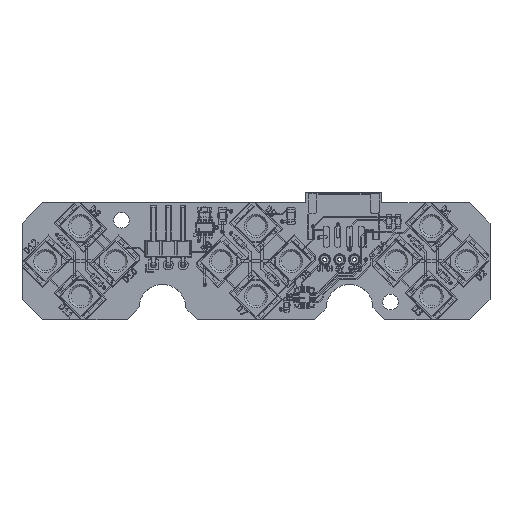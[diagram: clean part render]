
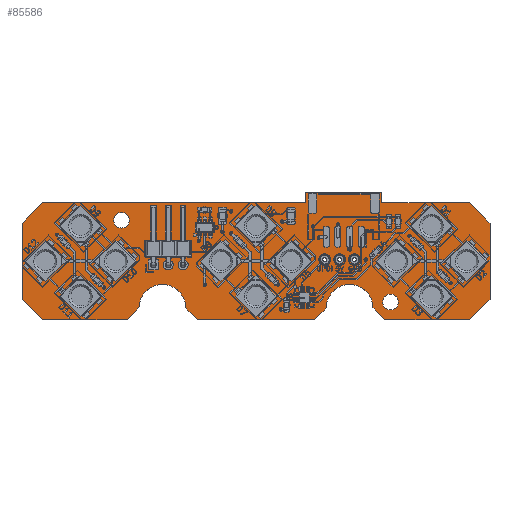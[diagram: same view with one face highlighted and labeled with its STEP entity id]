
A CAD part, top view. The second image highlights one B-rep face of the part: STEP entity #85586.
In plain terms, the highlighted planar face has unit normal (0, 0, 1).
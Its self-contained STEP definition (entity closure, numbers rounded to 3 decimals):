
#85256 = VERTEX_POINT('',#85257);
#85257 = CARTESIAN_POINT('',(21.5,10.,1.51));
#85263 = EDGE_CURVE('',#85256,#85264,#85266,.T.);
#85264 = VERTEX_POINT('',#85265);
#85265 = CARTESIAN_POINT('',(36.5,10.,1.51));
#85266 = LINE('',#85267,#85268);
#85267 = CARTESIAN_POINT('',(21.5,10.,1.51));
#85268 = VECTOR('',#85269,1.);
#85269 = DIRECTION('',(1.,0.,0.));
#85296 = VERTEX_POINT('',#85297);
#85297 = CARTESIAN_POINT('',(21.5,11.75,1.51));
#85303 = EDGE_CURVE('',#85296,#85256,#85304,.T.);
#85304 = LINE('',#85305,#85306);
#85305 = CARTESIAN_POINT('',(21.5,11.75,1.51));
#85306 = VECTOR('',#85307,1.);
#85307 = DIRECTION('',(0.,-1.,0.));
#85325 = EDGE_CURVE('',#85264,#85326,#85328,.T.);
#85326 = VERTEX_POINT('',#85327);
#85327 = CARTESIAN_POINT('',(40.,6.5,1.51));
#85328 = LINE('',#85329,#85330);
#85329 = CARTESIAN_POINT('',(36.5,10.,1.51));
#85330 = VECTOR('',#85331,1.);
#85331 = DIRECTION('',(0.707,-0.707,0.));
#85586 = ADVANCED_FACE('',(#85587,#85728,#85739,#85750,#85761,#85772,
    #85783,#85794,#85805),#85816,.T.);
#85587 = FACE_BOUND('',#85588,.T.);
#85588 = EDGE_LOOP('',(#85589,#85590,#85591,#85599,#85607,#85615,#85623,
    #85631,#85639,#85647,#85655,#85664,#85672,#85680,#85688,#85697,
    #85705,#85713,#85721,#85727));
#85589 = ORIENTED_EDGE('',*,*,#85263,.F.);
#85590 = ORIENTED_EDGE('',*,*,#85303,.F.);
#85591 = ORIENTED_EDGE('',*,*,#85592,.F.);
#85592 = EDGE_CURVE('',#85593,#85296,#85595,.T.);
#85593 = VERTEX_POINT('',#85594);
#85594 = CARTESIAN_POINT('',(8.5,11.75,1.51));
#85595 = LINE('',#85596,#85597);
#85596 = CARTESIAN_POINT('',(8.5,11.75,1.51));
#85597 = VECTOR('',#85598,1.);
#85598 = DIRECTION('',(1.,0.,0.));
#85599 = ORIENTED_EDGE('',*,*,#85600,.F.);
#85600 = EDGE_CURVE('',#85601,#85593,#85603,.T.);
#85601 = VERTEX_POINT('',#85602);
#85602 = CARTESIAN_POINT('',(8.5,10.,1.51));
#85603 = LINE('',#85604,#85605);
#85604 = CARTESIAN_POINT('',(8.5,10.,1.51));
#85605 = VECTOR('',#85606,1.);
#85606 = DIRECTION('',(0.,1.,0.));
#85607 = ORIENTED_EDGE('',*,*,#85608,.F.);
#85608 = EDGE_CURVE('',#85609,#85601,#85611,.T.);
#85609 = VERTEX_POINT('',#85610);
#85610 = CARTESIAN_POINT('',(-36.5,10.,1.51));
#85611 = LINE('',#85612,#85613);
#85612 = CARTESIAN_POINT('',(-36.5,10.,1.51));
#85613 = VECTOR('',#85614,1.);
#85614 = DIRECTION('',(1.,0.,0.));
#85615 = ORIENTED_EDGE('',*,*,#85616,.F.);
#85616 = EDGE_CURVE('',#85617,#85609,#85619,.T.);
#85617 = VERTEX_POINT('',#85618);
#85618 = CARTESIAN_POINT('',(-40.,6.5,1.51));
#85619 = LINE('',#85620,#85621);
#85620 = CARTESIAN_POINT('',(-40.,6.5,1.51));
#85621 = VECTOR('',#85622,1.);
#85622 = DIRECTION('',(0.707,0.707,0.));
#85623 = ORIENTED_EDGE('',*,*,#85624,.F.);
#85624 = EDGE_CURVE('',#85625,#85617,#85627,.T.);
#85625 = VERTEX_POINT('',#85626);
#85626 = CARTESIAN_POINT('',(-40.,-6.5,1.51));
#85627 = LINE('',#85628,#85629);
#85628 = CARTESIAN_POINT('',(-40.,-6.5,1.51));
#85629 = VECTOR('',#85630,1.);
#85630 = DIRECTION('',(0.,1.,0.));
#85631 = ORIENTED_EDGE('',*,*,#85632,.F.);
#85632 = EDGE_CURVE('',#85633,#85625,#85635,.T.);
#85633 = VERTEX_POINT('',#85634);
#85634 = CARTESIAN_POINT('',(-36.5,-10.,1.51));
#85635 = LINE('',#85636,#85637);
#85636 = CARTESIAN_POINT('',(-36.5,-10.,1.51));
#85637 = VECTOR('',#85638,1.);
#85638 = DIRECTION('',(-0.707,0.707,0.));
#85639 = ORIENTED_EDGE('',*,*,#85640,.F.);
#85640 = EDGE_CURVE('',#85641,#85633,#85643,.T.);
#85641 = VERTEX_POINT('',#85642);
#85642 = CARTESIAN_POINT('',(-22.,-10.,1.51));
#85643 = LINE('',#85644,#85645);
#85644 = CARTESIAN_POINT('',(-22.,-10.,1.51));
#85645 = VECTOR('',#85646,1.);
#85646 = DIRECTION('',(-1.,0.,0.));
#85647 = ORIENTED_EDGE('',*,*,#85648,.F.);
#85648 = EDGE_CURVE('',#85649,#85641,#85651,.T.);
#85649 = VERTEX_POINT('',#85650);
#85650 = CARTESIAN_POINT('',(-20.,-8.,1.51));
#85651 = LINE('',#85652,#85653);
#85652 = CARTESIAN_POINT('',(-20.,-8.,1.51));
#85653 = VECTOR('',#85654,1.);
#85654 = DIRECTION('',(-0.707,-0.707,0.));
#85655 = ORIENTED_EDGE('',*,*,#85656,.F.);
#85656 = EDGE_CURVE('',#85657,#85649,#85659,.T.);
#85657 = VERTEX_POINT('',#85658);
#85658 = CARTESIAN_POINT('',(-12.,-8.,1.51));
#85659 = CIRCLE('',#85660,4.);
#85660 = AXIS2_PLACEMENT_3D('',#85661,#85662,#85663);
#85661 = CARTESIAN_POINT('',(-16.,-8.,1.51));
#85662 = DIRECTION('',(0.,0.,1.));
#85663 = DIRECTION('',(1.,0.,-0.));
#85664 = ORIENTED_EDGE('',*,*,#85665,.F.);
#85665 = EDGE_CURVE('',#85666,#85657,#85668,.T.);
#85666 = VERTEX_POINT('',#85667);
#85667 = CARTESIAN_POINT('',(-10.,-10.,1.51));
#85668 = LINE('',#85669,#85670);
#85669 = CARTESIAN_POINT('',(-10.,-10.,1.51));
#85670 = VECTOR('',#85671,1.);
#85671 = DIRECTION('',(-0.707,0.707,0.));
#85672 = ORIENTED_EDGE('',*,*,#85673,.F.);
#85673 = EDGE_CURVE('',#85674,#85666,#85676,.T.);
#85674 = VERTEX_POINT('',#85675);
#85675 = CARTESIAN_POINT('',(10.,-10.,1.51));
#85676 = LINE('',#85677,#85678);
#85677 = CARTESIAN_POINT('',(10.,-10.,1.51));
#85678 = VECTOR('',#85679,1.);
#85679 = DIRECTION('',(-1.,0.,0.));
#85680 = ORIENTED_EDGE('',*,*,#85681,.F.);
#85681 = EDGE_CURVE('',#85682,#85674,#85684,.T.);
#85682 = VERTEX_POINT('',#85683);
#85683 = CARTESIAN_POINT('',(12.,-8.,1.51));
#85684 = LINE('',#85685,#85686);
#85685 = CARTESIAN_POINT('',(12.,-8.,1.51));
#85686 = VECTOR('',#85687,1.);
#85687 = DIRECTION('',(-0.707,-0.707,0.));
#85688 = ORIENTED_EDGE('',*,*,#85689,.F.);
#85689 = EDGE_CURVE('',#85690,#85682,#85692,.T.);
#85690 = VERTEX_POINT('',#85691);
#85691 = CARTESIAN_POINT('',(20.,-8.,1.51));
#85692 = CIRCLE('',#85693,4.);
#85693 = AXIS2_PLACEMENT_3D('',#85694,#85695,#85696);
#85694 = CARTESIAN_POINT('',(16.,-8.,1.51));
#85695 = DIRECTION('',(0.,0.,1.));
#85696 = DIRECTION('',(1.,0.,-0.));
#85697 = ORIENTED_EDGE('',*,*,#85698,.F.);
#85698 = EDGE_CURVE('',#85699,#85690,#85701,.T.);
#85699 = VERTEX_POINT('',#85700);
#85700 = CARTESIAN_POINT('',(22.,-10.,1.51));
#85701 = LINE('',#85702,#85703);
#85702 = CARTESIAN_POINT('',(22.,-10.,1.51));
#85703 = VECTOR('',#85704,1.);
#85704 = DIRECTION('',(-0.707,0.707,0.));
#85705 = ORIENTED_EDGE('',*,*,#85706,.F.);
#85706 = EDGE_CURVE('',#85707,#85699,#85709,.T.);
#85707 = VERTEX_POINT('',#85708);
#85708 = CARTESIAN_POINT('',(36.5,-10.,1.51));
#85709 = LINE('',#85710,#85711);
#85710 = CARTESIAN_POINT('',(36.5,-10.,1.51));
#85711 = VECTOR('',#85712,1.);
#85712 = DIRECTION('',(-1.,0.,0.));
#85713 = ORIENTED_EDGE('',*,*,#85714,.F.);
#85714 = EDGE_CURVE('',#85715,#85707,#85717,.T.);
#85715 = VERTEX_POINT('',#85716);
#85716 = CARTESIAN_POINT('',(40.,-6.5,1.51));
#85717 = LINE('',#85718,#85719);
#85718 = CARTESIAN_POINT('',(40.,-6.5,1.51));
#85719 = VECTOR('',#85720,1.);
#85720 = DIRECTION('',(-0.707,-0.707,0.));
#85721 = ORIENTED_EDGE('',*,*,#85722,.F.);
#85722 = EDGE_CURVE('',#85326,#85715,#85723,.T.);
#85723 = LINE('',#85724,#85725);
#85724 = CARTESIAN_POINT('',(40.,6.5,1.51));
#85725 = VECTOR('',#85726,1.);
#85726 = DIRECTION('',(0.,-1.,0.));
#85727 = ORIENTED_EDGE('',*,*,#85325,.F.);
#85728 = FACE_BOUND('',#85729,.T.);
#85729 = EDGE_LOOP('',(#85730));
#85730 = ORIENTED_EDGE('',*,*,#85731,.T.);
#85731 = EDGE_CURVE('',#85732,#85732,#85734,.T.);
#85732 = VERTEX_POINT('',#85733);
#85733 = CARTESIAN_POINT('',(-17.54,-1.135,1.51));
#85734 = CIRCLE('',#85735,0.5);
#85735 = AXIS2_PLACEMENT_3D('',#85736,#85737,#85738);
#85736 = CARTESIAN_POINT('',(-17.54,-0.635,1.51));
#85737 = DIRECTION('',(-0.,0.,-1.));
#85738 = DIRECTION('',(-0.,-1.,0.));
#85739 = FACE_BOUND('',#85740,.T.);
#85740 = EDGE_LOOP('',(#85741));
#85741 = ORIENTED_EDGE('',*,*,#85742,.T.);
#85742 = EDGE_CURVE('',#85743,#85743,#85745,.T.);
#85743 = VERTEX_POINT('',#85744);
#85744 = CARTESIAN_POINT('',(-15.,-1.135,1.51));
#85745 = CIRCLE('',#85746,0.5);
#85746 = AXIS2_PLACEMENT_3D('',#85747,#85748,#85749);
#85747 = CARTESIAN_POINT('',(-15.,-0.635,1.51));
#85748 = DIRECTION('',(-0.,0.,-1.));
#85749 = DIRECTION('',(-0.,-1.,0.));
#85750 = FACE_BOUND('',#85751,.T.);
#85751 = EDGE_LOOP('',(#85752));
#85752 = ORIENTED_EDGE('',*,*,#85753,.T.);
#85753 = EDGE_CURVE('',#85754,#85754,#85756,.T.);
#85754 = VERTEX_POINT('',#85755);
#85755 = CARTESIAN_POINT('',(-12.46,-1.135,1.51));
#85756 = CIRCLE('',#85757,0.5);
#85757 = AXIS2_PLACEMENT_3D('',#85758,#85759,#85760);
#85758 = CARTESIAN_POINT('',(-12.46,-0.635,1.51));
#85759 = DIRECTION('',(-0.,0.,-1.));
#85760 = DIRECTION('',(-0.,-1.,0.));
#85761 = FACE_BOUND('',#85762,.T.);
#85762 = EDGE_LOOP('',(#85763));
#85763 = ORIENTED_EDGE('',*,*,#85764,.T.);
#85764 = EDGE_CURVE('',#85765,#85765,#85767,.T.);
#85765 = VERTEX_POINT('',#85766);
#85766 = CARTESIAN_POINT('',(23.,-8.35,1.51));
#85767 = CIRCLE('',#85768,1.35);
#85768 = AXIS2_PLACEMENT_3D('',#85769,#85770,#85771);
#85769 = CARTESIAN_POINT('',(23.,-7.,1.51));
#85770 = DIRECTION('',(-0.,0.,-1.));
#85771 = DIRECTION('',(-0.,-1.,0.));
#85772 = FACE_BOUND('',#85773,.T.);
#85773 = EDGE_LOOP('',(#85774));
#85774 = ORIENTED_EDGE('',*,*,#85775,.T.);
#85775 = EDGE_CURVE('',#85776,#85776,#85778,.T.);
#85776 = VERTEX_POINT('',#85777);
#85777 = CARTESIAN_POINT('',(-23.,5.65,1.51));
#85778 = CIRCLE('',#85779,1.35);
#85779 = AXIS2_PLACEMENT_3D('',#85780,#85781,#85782);
#85780 = CARTESIAN_POINT('',(-23.,7.,1.51));
#85781 = DIRECTION('',(-0.,0.,-1.));
#85782 = DIRECTION('',(-0.,-1.,0.));
#85783 = FACE_BOUND('',#85784,.T.);
#85784 = EDGE_LOOP('',(#85785));
#85785 = ORIENTED_EDGE('',*,*,#85786,.T.);
#85786 = EDGE_CURVE('',#85787,#85787,#85789,.T.);
#85787 = VERTEX_POINT('',#85788);
#85788 = CARTESIAN_POINT('',(11.75,-0.1,1.51));
#85789 = CIRCLE('',#85790,0.35);
#85790 = AXIS2_PLACEMENT_3D('',#85791,#85792,#85793);
#85791 = CARTESIAN_POINT('',(11.75,0.25,1.51));
#85792 = DIRECTION('',(-0.,0.,-1.));
#85793 = DIRECTION('',(-0.,-1.,0.));
#85794 = FACE_BOUND('',#85795,.T.);
#85795 = EDGE_LOOP('',(#85796));
#85796 = ORIENTED_EDGE('',*,*,#85797,.T.);
#85797 = EDGE_CURVE('',#85798,#85798,#85800,.T.);
#85798 = VERTEX_POINT('',#85799);
#85799 = CARTESIAN_POINT('',(14.29,-0.1,1.51));
#85800 = CIRCLE('',#85801,0.35);
#85801 = AXIS2_PLACEMENT_3D('',#85802,#85803,#85804);
#85802 = CARTESIAN_POINT('',(14.29,0.25,1.51));
#85803 = DIRECTION('',(-0.,0.,-1.));
#85804 = DIRECTION('',(-0.,-1.,0.));
#85805 = FACE_BOUND('',#85806,.T.);
#85806 = EDGE_LOOP('',(#85807));
#85807 = ORIENTED_EDGE('',*,*,#85808,.T.);
#85808 = EDGE_CURVE('',#85809,#85809,#85811,.T.);
#85809 = VERTEX_POINT('',#85810);
#85810 = CARTESIAN_POINT('',(16.83,-0.1,1.51));
#85811 = CIRCLE('',#85812,0.35);
#85812 = AXIS2_PLACEMENT_3D('',#85813,#85814,#85815);
#85813 = CARTESIAN_POINT('',(16.83,0.25,1.51));
#85814 = DIRECTION('',(-0.,0.,-1.));
#85815 = DIRECTION('',(-0.,-1.,0.));
#85816 = PLANE('',#85817);
#85817 = AXIS2_PLACEMENT_3D('',#85818,#85819,#85820);
#85818 = CARTESIAN_POINT('',(0.,0.,1.51));
#85819 = DIRECTION('',(0.,0.,1.));
#85820 = DIRECTION('',(1.,0.,-0.));
